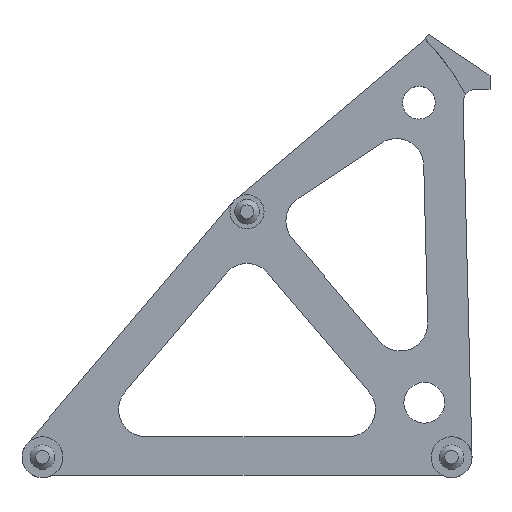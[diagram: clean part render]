
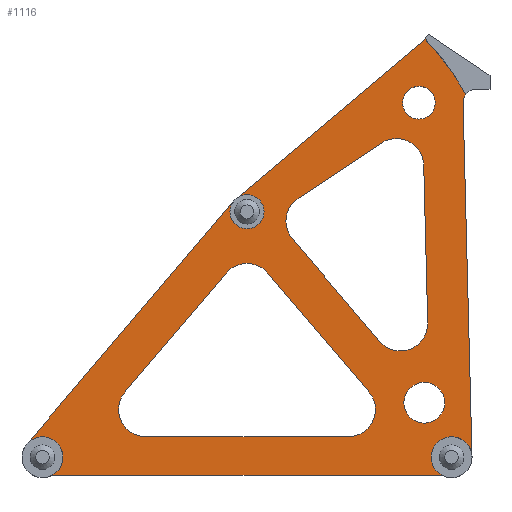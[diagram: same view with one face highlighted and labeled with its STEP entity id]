
A CAD part, top view. The second image highlights one B-rep face of the part: STEP entity #1116.
In plain terms, the highlighted planar face has unit normal (0, 0, 1).
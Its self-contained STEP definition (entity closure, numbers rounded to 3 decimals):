
#17=FACE_BOUND('',#225,.T.);
#18=FACE_BOUND('',#226,.T.);
#19=FACE_BOUND('',#227,.T.);
#20=FACE_BOUND('',#228,.T.);
#55=CIRCLE('',#1168,4.);
#58=CIRCLE('',#1175,6.);
#60=CIRCLE('',#1178,7.5);
#80=CIRCLE('',#1217,4.);
#83=CIRCLE('',#1223,91.);
#85=CIRCLE('',#1227,6.25);
#86=CIRCLE('',#1228,6.25);
#87=CIRCLE('',#1229,7.5);
#88=CIRCLE('',#1230,7.5);
#89=CIRCLE('',#1231,7.5);
#90=CIRCLE('',#1232,5.);
#91=CIRCLE('',#1233,10.);
#92=CIRCLE('',#1234,10.);
#93=CIRCLE('',#1235,10.);
#94=CIRCLE('',#1236,10.);
#95=CIRCLE('',#1237,10.);
#96=CIRCLE('',#1238,10.);
#158=FACE_OUTER_BOUND('',#224,.T.);
#224=EDGE_LOOP('',(#873,#874,#875,#876,#877,#878,#879,#880,#881,#882,#883,
#884,#885,#886,#887,#888));
#225=EDGE_LOOP('',(#889));
#226=EDGE_LOOP('',(#890));
#227=EDGE_LOOP('',(#891,#892,#893,#894,#895,#896));
#228=EDGE_LOOP('',(#897,#898,#899,#900,#901,#902));
#276=LINE('',#1696,#375);
#289=LINE('',#1728,#388);
#310=LINE('',#1821,#409);
#315=LINE('',#1840,#414);
#316=LINE('',#1846,#415);
#317=LINE('',#1850,#416);
#318=LINE('',#1856,#417);
#319=LINE('',#1860,#418);
#320=LINE('',#1864,#419);
#321=LINE('',#1868,#420);
#322=LINE('',#1872,#421);
#323=LINE('',#1876,#422);
#324=LINE('',#1880,#423);
#375=VECTOR('',#1310,10.);
#388=VECTOR('',#1339,10.);
#409=VECTOR('',#1450,10.);
#414=VECTOR('',#1471,10.);
#415=VECTOR('',#1476,10.);
#416=VECTOR('',#1479,10.);
#417=VECTOR('',#1484,10.);
#418=VECTOR('',#1487,10.);
#419=VECTOR('',#1490,10.);
#420=VECTOR('',#1493,10.);
#421=VECTOR('',#1496,10.);
#422=VECTOR('',#1499,10.);
#423=VECTOR('',#1502,10.);
#474=VERTEX_POINT('',#1693);
#475=VERTEX_POINT('',#1695);
#478=VERTEX_POINT('',#1705);
#485=VERTEX_POINT('',#1725);
#486=VERTEX_POINT('',#1727);
#487=VERTEX_POINT('',#1731);
#489=VERTEX_POINT('',#1737);
#509=VERTEX_POINT('',#1809);
#517=VERTEX_POINT('',#1832);
#519=VERTEX_POINT('',#1839);
#520=VERTEX_POINT('',#1841);
#521=VERTEX_POINT('',#1843);
#522=VERTEX_POINT('',#1845);
#523=VERTEX_POINT('',#1847);
#524=VERTEX_POINT('',#1849);
#525=VERTEX_POINT('',#1851);
#526=VERTEX_POINT('',#1853);
#527=VERTEX_POINT('',#1855);
#528=VERTEX_POINT('',#1858);
#529=VERTEX_POINT('',#1859);
#530=VERTEX_POINT('',#1861);
#531=VERTEX_POINT('',#1863);
#532=VERTEX_POINT('',#1865);
#533=VERTEX_POINT('',#1867);
#534=VERTEX_POINT('',#1870);
#535=VERTEX_POINT('',#1871);
#536=VERTEX_POINT('',#1873);
#537=VERTEX_POINT('',#1875);
#538=VERTEX_POINT('',#1877);
#539=VERTEX_POINT('',#1879);
#583=EDGE_CURVE('',#474,#475,#276,.T.);
#588=EDGE_CURVE('',#475,#478,#55,.F.);
#599=EDGE_CURVE('',#485,#486,#289,.T.);
#601=EDGE_CURVE('',#487,#487,#58,.T.);
#604=EDGE_CURVE('',#489,#489,#60,.T.);
#638=EDGE_CURVE('',#509,#485,#80,.F.);
#643=EDGE_CURVE('',#486,#474,#310,.T.);
#650=EDGE_CURVE('',#509,#517,#83,.T.);
#652=EDGE_CURVE('',#517,#519,#315,.T.);
#653=EDGE_CURVE('',#519,#520,#85,.T.);
#654=EDGE_CURVE('',#520,#521,#86,.T.);
#655=EDGE_CURVE('',#521,#522,#316,.T.);
#656=EDGE_CURVE('',#522,#523,#87,.T.);
#657=EDGE_CURVE('',#523,#524,#317,.T.);
#658=EDGE_CURVE('',#524,#525,#88,.T.);
#659=EDGE_CURVE('',#525,#526,#89,.T.);
#660=EDGE_CURVE('',#526,#527,#318,.T.);
#661=EDGE_CURVE('',#478,#527,#90,.T.);
#662=EDGE_CURVE('',#528,#529,#319,.T.);
#663=EDGE_CURVE('',#530,#529,#91,.T.);
#664=EDGE_CURVE('',#530,#531,#320,.T.);
#665=EDGE_CURVE('',#532,#531,#92,.T.);
#666=EDGE_CURVE('',#532,#533,#321,.T.);
#667=EDGE_CURVE('',#528,#533,#93,.T.);
#668=EDGE_CURVE('',#534,#535,#322,.T.);
#669=EDGE_CURVE('',#536,#535,#94,.T.);
#670=EDGE_CURVE('',#536,#537,#323,.T.);
#671=EDGE_CURVE('',#538,#537,#95,.T.);
#672=EDGE_CURVE('',#538,#539,#324,.T.);
#673=EDGE_CURVE('',#534,#539,#96,.T.);
#873=ORIENTED_EDGE('',*,*,#588,.F.);
#874=ORIENTED_EDGE('',*,*,#583,.F.);
#875=ORIENTED_EDGE('',*,*,#643,.F.);
#876=ORIENTED_EDGE('',*,*,#599,.F.);
#877=ORIENTED_EDGE('',*,*,#638,.F.);
#878=ORIENTED_EDGE('',*,*,#650,.T.);
#879=ORIENTED_EDGE('',*,*,#652,.T.);
#880=ORIENTED_EDGE('',*,*,#653,.T.);
#881=ORIENTED_EDGE('',*,*,#654,.T.);
#882=ORIENTED_EDGE('',*,*,#655,.T.);
#883=ORIENTED_EDGE('',*,*,#656,.T.);
#884=ORIENTED_EDGE('',*,*,#657,.T.);
#885=ORIENTED_EDGE('',*,*,#658,.T.);
#886=ORIENTED_EDGE('',*,*,#659,.T.);
#887=ORIENTED_EDGE('',*,*,#660,.T.);
#888=ORIENTED_EDGE('',*,*,#661,.F.);
#889=ORIENTED_EDGE('',*,*,#601,.T.);
#890=ORIENTED_EDGE('',*,*,#604,.T.);
#891=ORIENTED_EDGE('',*,*,#662,.T.);
#892=ORIENTED_EDGE('',*,*,#663,.F.);
#893=ORIENTED_EDGE('',*,*,#664,.T.);
#894=ORIENTED_EDGE('',*,*,#665,.F.);
#895=ORIENTED_EDGE('',*,*,#666,.T.);
#896=ORIENTED_EDGE('',*,*,#667,.F.);
#897=ORIENTED_EDGE('',*,*,#668,.T.);
#898=ORIENTED_EDGE('',*,*,#669,.F.);
#899=ORIENTED_EDGE('',*,*,#670,.T.);
#900=ORIENTED_EDGE('',*,*,#671,.F.);
#901=ORIENTED_EDGE('',*,*,#672,.T.);
#902=ORIENTED_EDGE('',*,*,#673,.F.);
#1062=PLANE('',#1226);
#1116=ADVANCED_FACE('',(#158,#17,#18,#19,#20),#1062,.T.);
#1168=AXIS2_PLACEMENT_3D('',#1706,#1319,#1320);
#1175=AXIS2_PLACEMENT_3D('',#1732,#1343,#1344);
#1178=AXIS2_PLACEMENT_3D('',#1738,#1350,#1351);
#1217=AXIS2_PLACEMENT_3D('',#1811,#1442,#1443);
#1223=AXIS2_PLACEMENT_3D('',#1834,#1463,#1464);
#1226=AXIS2_PLACEMENT_3D('',#1838,#1469,#1470);
#1227=AXIS2_PLACEMENT_3D('',#1842,#1472,#1473);
#1228=AXIS2_PLACEMENT_3D('',#1844,#1474,#1475);
#1229=AXIS2_PLACEMENT_3D('',#1848,#1477,#1478);
#1230=AXIS2_PLACEMENT_3D('',#1852,#1480,#1481);
#1231=AXIS2_PLACEMENT_3D('',#1854,#1482,#1483);
#1232=AXIS2_PLACEMENT_3D('',#1857,#1485,#1486);
#1233=AXIS2_PLACEMENT_3D('',#1862,#1488,#1489);
#1234=AXIS2_PLACEMENT_3D('',#1866,#1491,#1492);
#1235=AXIS2_PLACEMENT_3D('',#1869,#1494,#1495);
#1236=AXIS2_PLACEMENT_3D('',#1874,#1497,#1498);
#1237=AXIS2_PLACEMENT_3D('',#1878,#1500,#1501);
#1238=AXIS2_PLACEMENT_3D('',#1881,#1503,#1504);
#1310=DIRECTION('',(-1.,0.,0.));
#1319=DIRECTION('center_axis',(0.,0.,-1.));
#1320=DIRECTION('ref_axis',(-0.967,-0.254,0.));
#1339=DIRECTION('',(1.,0.,0.));
#1343=DIRECTION('center_axis',(0.,0.,-1.));
#1344=DIRECTION('ref_axis',(1.,0.,0.));
#1350=DIRECTION('center_axis',(0.,0.,-1.));
#1351=DIRECTION('ref_axis',(1.,0.,0.));
#1442=DIRECTION('center_axis',(0.,0.,-1.));
#1443=DIRECTION('ref_axis',(-0.473,-0.881,0.));
#1450=DIRECTION('',(0.,-1.,0.));
#1463=DIRECTION('center_axis',(0.,0.,1.));
#1464=DIRECTION('ref_axis',(0.881,0.472,0.));
#1469=DIRECTION('center_axis',(0.,0.,1.));
#1470=DIRECTION('ref_axis',(1.,0.,0.));
#1471=DIRECTION('',(-0.764,-0.646,0.));
#1472=DIRECTION('center_axis',(0.,0.,-1.));
#1473=DIRECTION('ref_axis',(1.,0.,0.));
#1474=DIRECTION('center_axis',(0.,0.,-1.));
#1475=DIRECTION('ref_axis',(1.,0.,0.));
#1476=DIRECTION('',(-0.648,-0.761,0.));
#1477=DIRECTION('center_axis',(0.,0.,-1.));
#1478=DIRECTION('ref_axis',(1.,0.,0.));
#1479=DIRECTION('',(1.,0.,0.));
#1480=DIRECTION('center_axis',(0.,0.,-1.));
#1481=DIRECTION('ref_axis',(1.,0.,0.));
#1482=DIRECTION('center_axis',(0.,0.,-1.));
#1483=DIRECTION('ref_axis',(1.,0.,0.));
#1484=DIRECTION('',(-0.025,1.,0.));
#1485=DIRECTION('center_axis',(0.,0.,1.));
#1486=DIRECTION('ref_axis',(-1.,-0.025,0.));
#1487=DIRECTION('',(-1.,0.,0.));
#1488=DIRECTION('center_axis',(0.,0.,1.));
#1489=DIRECTION('ref_axis',(-0.908,-0.419,0.));
#1490=DIRECTION('',(0.648,0.761,0.));
#1491=DIRECTION('center_axis',(0.,0.,1.));
#1492=DIRECTION('ref_axis',(0.,1.,0.));
#1493=DIRECTION('',(0.648,-0.761,0.));
#1494=DIRECTION('center_axis',(0.,0.,1.));
#1495=DIRECTION('ref_axis',(0.908,-0.419,0.));
#1496=DIRECTION('',(0.025,-1.,0.));
#1497=DIRECTION('center_axis',(0.,0.,1.));
#1498=DIRECTION('ref_axis',(0.357,-0.934,0.));
#1499=DIRECTION('',(-0.648,0.761,0.));
#1500=DIRECTION('center_axis',(0.,0.,1.));
#1501=DIRECTION('ref_axis',(-0.99,0.139,0.));
#1502=DIRECTION('',(0.833,0.553,0.));
#1503=DIRECTION('center_axis',(0.,0.,1.));
#1504=DIRECTION('ref_axis',(0.462,0.887,0.));
#1693=CARTESIAN_POINT('',(89.095,48.,3.));
#1695=CARTESIAN_POINT('',(84.078,48.,3.));
#1696=CARTESIAN_POINT('',(89.095,48.,3.));
#1705=CARTESIAN_POINT('',(80.209,42.982,3.));
#1706=CARTESIAN_POINT('Origin',(84.078,44.,3.));
#1725=CARTESIAN_POINT('',(79.175,48.5,3.));
#1727=CARTESIAN_POINT('',(89.095,48.5,3.));
#1728=CARTESIAN_POINT('',(89.095,48.5,3.));
#1731=CARTESIAN_POINT('',(57.,40.,3.));
#1732=CARTESIAN_POINT('Origin',(63.,40.,3.));
#1737=CARTESIAN_POINT('',(57.5,-70.,3.));
#1738=CARTESIAN_POINT('Origin',(65.,-70.,3.));
#1809=CARTESIAN_POINT('',(75.842,50.289,3.));
#1811=CARTESIAN_POINT('Origin',(79.175,52.5,3.));
#1821=CARTESIAN_POINT('',(89.095,46.625,3.));
#1832=CARTESIAN_POINT('',(65.295,63.385,3.));
#1834=CARTESIAN_POINT('Origin',(0.,0.,
3.));
#1838=CARTESIAN_POINT('Origin',(3.297,-16.204,3.));
#1839=CARTESIAN_POINT('',(-4.035,4.773,3.));
#1840=CARTESIAN_POINT('',(65.295,63.385,3.));
#1841=CARTESIAN_POINT('',(-6.25,0.,3.));
#1842=CARTESIAN_POINT('Origin',(0.,0.,3.));
#1843=CARTESIAN_POINT('',(-4.758,4.052,3.));
#1844=CARTESIAN_POINT('Origin',(0.,0.,3.));
#1845=CARTESIAN_POINT('',(-80.71,-85.137,3.));
#1846=CARTESIAN_POINT('',(-80.71,-85.137,3.));
#1847=CARTESIAN_POINT('',(-71.258,-96.5,3.));
#1848=CARTESIAN_POINT('Origin',(-75.,-90.,3.));
#1849=CARTESIAN_POINT('',(71.258,-96.5,3.));
#1850=CARTESIAN_POINT('',(-71.258,-96.5,3.));
#1851=CARTESIAN_POINT('',(67.5,-90.,3.));
#1852=CARTESIAN_POINT('Origin',(75.,-90.,3.));
#1853=CARTESIAN_POINT('',(82.498,-89.811,3.));
#1854=CARTESIAN_POINT('Origin',(75.,-90.,3.));
#1855=CARTESIAN_POINT('',(79.224,39.874,3.));
#1856=CARTESIAN_POINT('',(79.095,45.,3.));
#1857=CARTESIAN_POINT('Origin',(84.223,40.,3.));
#1858=CARTESIAN_POINT('',(37.112,-82.5,3.));
#1859=CARTESIAN_POINT('',(-37.112,-82.5,3.));
#1860=CARTESIAN_POINT('',(-58.762,-82.5,3.));
#1861=CARTESIAN_POINT('',(-44.725,-66.017,3.));
#1862=CARTESIAN_POINT('Origin',(-37.112,-72.5,3.));
#1863=CARTESIAN_POINT('',(-7.613,-22.436,3.));
#1864=CARTESIAN_POINT('',(-58.762,-82.5,3.));
#1865=CARTESIAN_POINT('',(7.613,-22.436,3.));
#1866=CARTESIAN_POINT('Origin',(0.,-28.92,
3.));
#1867=CARTESIAN_POINT('',(44.725,-66.017,3.));
#1868=CARTESIAN_POINT('',(58.762,-82.5,3.));
#1869=CARTESIAN_POINT('Origin',(37.112,-72.5,3.));
#1870=CARTESIAN_POINT('',(64.794,17.121,3.));
#1871=CARTESIAN_POINT('',(66.254,-40.747,3.));
#1872=CARTESIAN_POINT('',(64.337,35.204,3.));
#1873=CARTESIAN_POINT('',(48.644,-47.483,3.));
#1874=CARTESIAN_POINT('Origin',(56.258,-40.999,3.));
#1875=CARTESIAN_POINT('',(16.634,-9.893,3.));
#1876=CARTESIAN_POINT('',(66.968,-69.,3.));
#1877=CARTESIAN_POINT('',(18.717,4.922,3.));
#1878=CARTESIAN_POINT('Origin',(24.247,-3.409,3.));
#1879=CARTESIAN_POINT('',(49.267,25.201,3.));
#1880=CARTESIAN_POINT('',(64.337,35.204,3.));
#1881=CARTESIAN_POINT('Origin',(54.797,16.869,3.));
